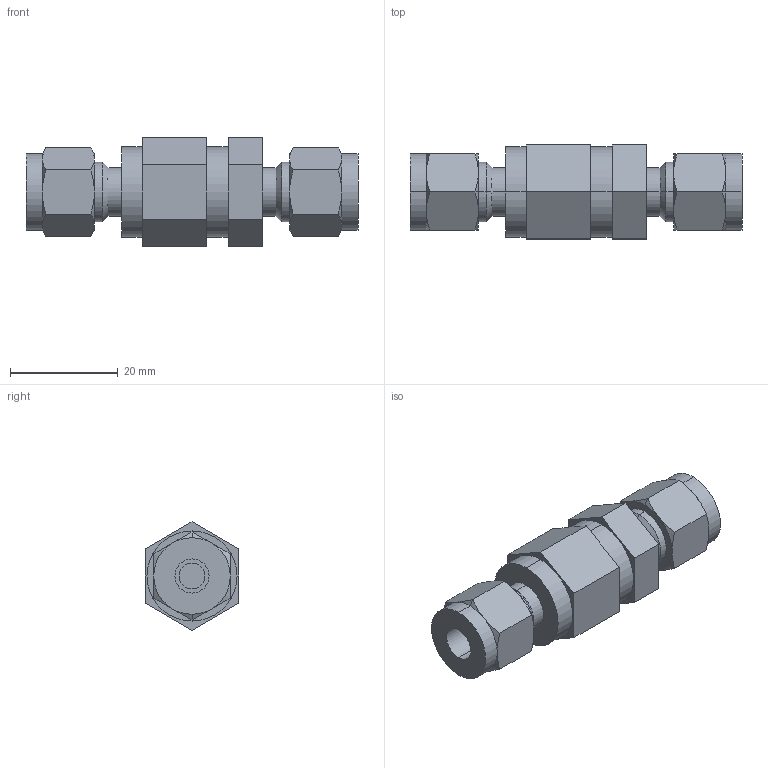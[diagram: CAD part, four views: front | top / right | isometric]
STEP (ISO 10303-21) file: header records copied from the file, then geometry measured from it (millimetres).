
FILE_DESCRIPTION(('starvars output'),'2;1');
FILE_NAME('cv20221118124543000011422.stp','12:45:43 2022/11/18',( 'Thomas Industrial Network Germany GmbH'),( 'Thomas Industrial Network Germany GmbH'),'unknown preprocess','ACIS' ,'unknown authorization');
FILE_SCHEMA(('AUTOMOTIVE_DESIGN_CC2 {UNKNOWN IMPLEMENTATION LEVEL}'));
Length unit declared in the file: millimetre
Products named in the file (1): PRODUCT_ID_1
Bounding box: 61.72 x 17.46 x 20.16 mm (x, y, z)
Volume: 10622.4 mm3; surface area: 4733.7 mm2
Topology: 1 solids, 1 shells, 97 faces, 208 edges, 124 vertices
Faces by surface type: plane 37, cone 36, cylinder 24
Entity records: 2927 total; most frequent: CARTESIAN_POINT 431, ORIENTED_EDGE 416, DIRECTION 242, EDGE_CURVE 208, VERTEX_POINT 124, EDGE_LOOP 108, FACE_BOUND 108, STYLED_ITEM 98
